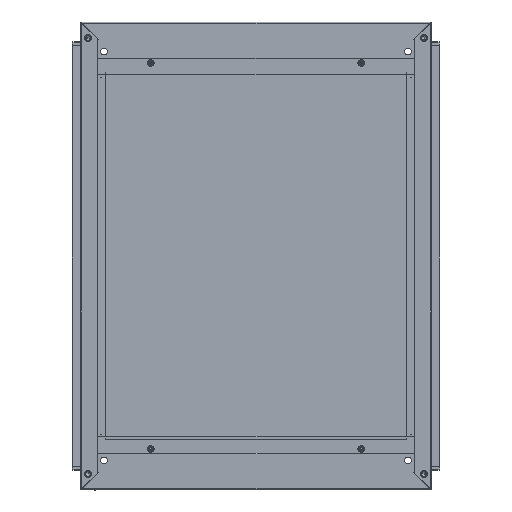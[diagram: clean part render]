
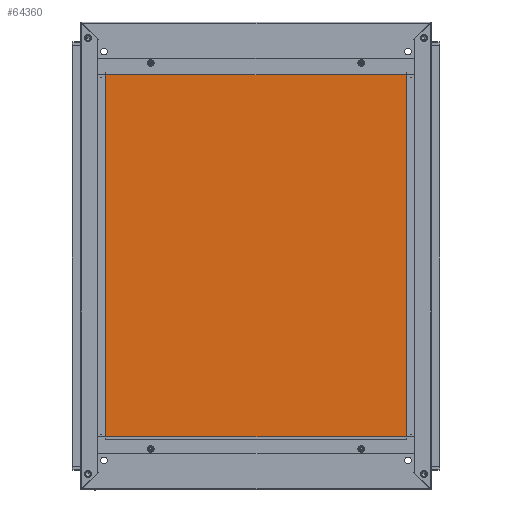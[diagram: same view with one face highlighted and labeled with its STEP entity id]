
A CAD part, top view. The second image highlights one B-rep face of the part: STEP entity #64360.
In plain terms, the highlighted planar face has unit normal (0, 0, 1).
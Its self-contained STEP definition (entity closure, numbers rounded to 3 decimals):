
#3130 = EDGE_CURVE ( 'NONE', #76107, #76108, #22939, .T. ) ;
#3154 = EDGE_CURVE ( 'NONE', #72092, #76107, #23033, .T. ) ;
#3157 = EDGE_CURVE ( 'NONE', #72094, #72092, #23045, .T. ) ;
#3160 = EDGE_CURVE ( 'NONE', #76108, #72094, #23056, .T. ) ;
#10323 = ORIENTED_EDGE ( 'NONE', *, *, #3130, .T. ) ;
#10324 = ORIENTED_EDGE ( 'NONE', *, *, #3160, .T. ) ;
#10325 = ORIENTED_EDGE ( 'NONE', *, *, #3157, .T. ) ;
#10326 = ORIENTED_EDGE ( 'NONE', *, *, #3154, .T. ) ;
#22939 = LINE ( 'NONE', #45041, #22946 ) ;
#22946 = VECTOR ( 'NONE', #45042, 1000. ) ;
#23033 = LINE ( 'NONE', #45092, #23035 ) ;
#23035 = VECTOR ( 'NONE', #45093, 1000. ) ;
#23043 = VECTOR ( 'NONE', #45107, 1000. ) ;
#23045 = LINE ( 'NONE', #45098, #23047 ) ;
#23047 = VECTOR ( 'NONE', #45099, 1000. ) ;
#23056 = LINE ( 'NONE', #45100, #23043 ) ;
#39616 = FACE_OUTER_BOUND ( 'NONE', #63535, .T. ) ;
#42773 = AXIS2_PLACEMENT_3D ( 'NONE', #43696, #43706, #43707 ) ;
#43696 = CARTESIAN_POINT ( 'NONE',  ( -400., -340., 0. ) ) ;
#43701 = PLANE ( 'NONE',  #42773 ) ;
#43706 = DIRECTION ( 'NONE',  ( 0., 0., 1. ) ) ;
#43707 = DIRECTION ( 'NONE',  ( 1., 0., 0. ) ) ;
#45041 = CARTESIAN_POINT ( 'NONE',  ( -400., 340., 0. ) ) ;
#45042 = DIRECTION ( 'NONE',  ( 0., -1., 0. ) ) ;
#45092 = CARTESIAN_POINT ( 'NONE',  ( -400., 340., 0. ) ) ;
#45093 = DIRECTION ( 'NONE',  ( -1., 0., 0. ) ) ;
#45098 = CARTESIAN_POINT ( 'NONE',  ( 400., 340., 0. ) ) ;
#45099 = DIRECTION ( 'NONE',  ( 0., 1., 0. ) ) ;
#45100 = CARTESIAN_POINT ( 'NONE',  ( -400., -340., 0. ) ) ;
#45107 = DIRECTION ( 'NONE',  ( 1., 0., 0. ) ) ;
#57711 = CARTESIAN_POINT ( 'NONE',  ( 400., 340., 0. ) ) ;
#57713 = CARTESIAN_POINT ( 'NONE',  ( 400., -340., 0. ) ) ;
#63535 = EDGE_LOOP ( 'NONE', ( #10323, #10324, #10325, #10326 ) ) ;
#64360 = ADVANCED_FACE ( 'NONE', ( #39616 ), #43701, .T. ) ;
#65460 = CARTESIAN_POINT ( 'NONE',  ( -400., 340., 0. ) ) ;
#65461 = CARTESIAN_POINT ( 'NONE',  ( -400., -340., 0. ) ) ;
#72092 = VERTEX_POINT ( 'NONE', #57711 ) ;
#72094 = VERTEX_POINT ( 'NONE', #57713 ) ;
#76107 = VERTEX_POINT ( 'NONE', #65460 ) ;
#76108 = VERTEX_POINT ( 'NONE', #65461 ) ;
